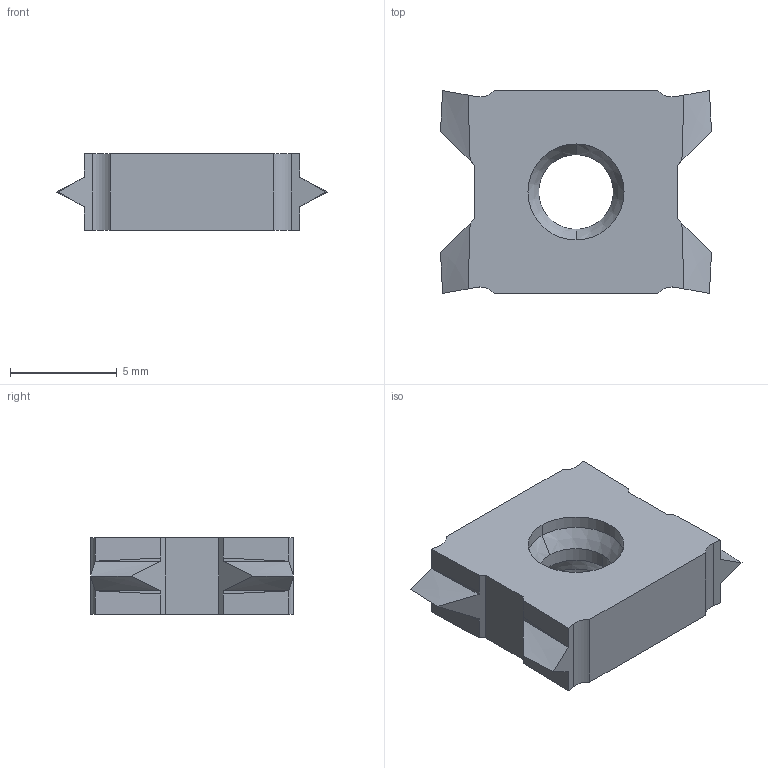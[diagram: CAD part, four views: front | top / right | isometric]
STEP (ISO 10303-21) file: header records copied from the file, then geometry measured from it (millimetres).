
FILE_DESCRIPTION((' '),'2;1');
FILE_NAME( 'Fourcut_Tjocklek 3.6_2.5-3.5.stp', '2023-05-10T10:38:19', (' '), ('--- Datakit www.datakit.com---'), ' Datakit CrossCadWare V2023.1 Dec 17 2022', 'Mastercam 2023', ' ');
FILE_SCHEMA(('AUTOMOTIVE_DESIGN { 1 0 10303 214 1 1 1 1 }'));
Length unit declared in the file: millimetre
Products named in the file (1): Fourcut_Tjocklek 3
Bounding box: 12.7 x 9.5 x 3.6 mm (x, y, z)
Volume: 295.7 mm3; surface area: 364.6 mm2
Topology: 1 solids, 1 shells, 60 faces, 162 edges, 104 vertices
Faces by surface type: plane 38, cylinder 10, bspline 8, cone 4
Entity records: 1924 total; most frequent: CARTESIAN_POINT 407, ORIENTED_EDGE 324, DIRECTION 288, EDGE_CURVE 162, VECTOR 126, LINE 126, VERTEX_POINT 104, AXIS2_PLACEMENT_3D 81
